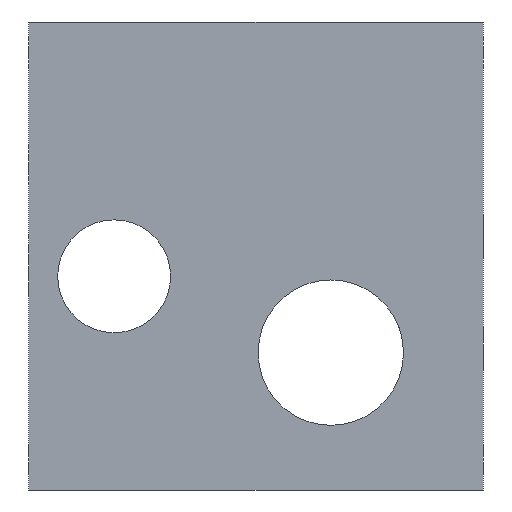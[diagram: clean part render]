
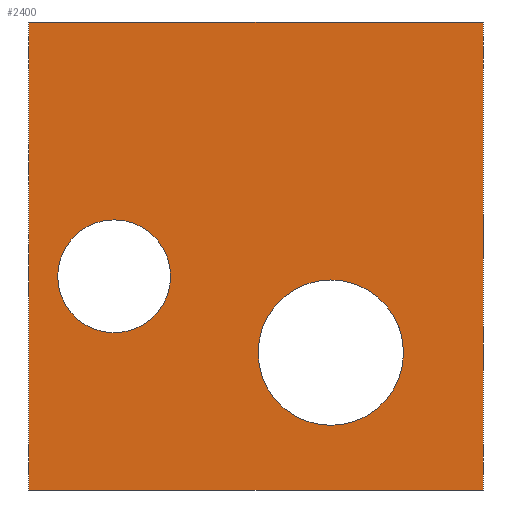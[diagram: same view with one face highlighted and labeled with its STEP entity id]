
A CAD part, front view. The second image highlights one B-rep face of the part: STEP entity #2400.
In plain terms, the highlighted planar face has unit normal (0, -1, 0).
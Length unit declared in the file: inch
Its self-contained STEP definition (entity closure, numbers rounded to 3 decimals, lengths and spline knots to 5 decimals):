
#83=FACE_BOUND('',#409,.T.);
#84=FACE_BOUND('',#410,.T.);
#96=PLANE('',#2710);
#236=FACE_OUTER_BOUND('',#408,.T.);
#408=EDGE_LOOP('',(#2233,#2234,#2235,#2236));
#409=EDGE_LOOP('',(#2237,#2238));
#410=EDGE_LOOP('',(#2239,#2240));
#526=LINE('',#4159,#630);
#579=LINE('',#5045,#683);
#582=LINE('',#5051,#686);
#585=LINE('',#5056,#689);
#630=VECTOR('',#2982,0.3937);
#683=VECTOR('',#3381,0.3937);
#686=VECTOR('',#3386,0.3937);
#689=VECTOR('',#3391,0.3937);
#691=CIRCLE('',#2422,0.2185);
#692=CIRCLE('',#2423,0.2185);
#814=CIRCLE('',#2607,0.28125);
#815=CIRCLE('',#2608,0.28125);
#877=VERTEX_POINT('',#3399);
#878=VERTEX_POINT('',#3400);
#1000=VERTEX_POINT('',#4157);
#1001=VERTEX_POINT('',#4158);
#1070=VERTEX_POINT('',#4628);
#1071=VERTEX_POINT('',#4629);
#1151=VERTEX_POINT('',#5044);
#1153=VERTEX_POINT('',#5050);
#1155=EDGE_CURVE('',#877,#878,#691,.T.);
#1156=EDGE_CURVE('',#878,#877,#692,.T.);
#1309=EDGE_CURVE('',#1000,#1001,#526,.T.);
#1409=EDGE_CURVE('',#1070,#1071,#814,.T.);
#1410=EDGE_CURVE('',#1071,#1070,#815,.T.);
#1509=EDGE_CURVE('',#1151,#1000,#579,.T.);
#1512=EDGE_CURVE('',#1153,#1151,#582,.T.);
#1515=EDGE_CURVE('',#1001,#1153,#585,.T.);
#2233=ORIENTED_EDGE('',*,*,#1515,.F.);
#2234=ORIENTED_EDGE('',*,*,#1309,.F.);
#2235=ORIENTED_EDGE('',*,*,#1509,.F.);
#2236=ORIENTED_EDGE('',*,*,#1512,.F.);
#2237=ORIENTED_EDGE('',*,*,#1155,.T.);
#2238=ORIENTED_EDGE('',*,*,#1156,.T.);
#2239=ORIENTED_EDGE('',*,*,#1409,.T.);
#2240=ORIENTED_EDGE('',*,*,#1410,.T.);
#2400=ADVANCED_FACE('',(#236,#83,#84),#96,.F.);
#2422=AXIS2_PLACEMENT_3D('',#3401,#2715,#2716);
#2423=AXIS2_PLACEMENT_3D('',#3402,#2717,#2718);
#2607=AXIS2_PLACEMENT_3D('',#4630,#3150,#3151);
#2608=AXIS2_PLACEMENT_3D('',#4631,#3152,#3153);
#2710=AXIS2_PLACEMENT_3D('',#5059,#3395,#3396);
#2715=DIRECTION('center_axis',(0.,1.,0.));
#2716=DIRECTION('ref_axis',(1.,0.,0.));
#2717=DIRECTION('center_axis',(0.,1.,0.));
#2718=DIRECTION('ref_axis',(1.,0.,0.));
#2982=DIRECTION('',(0.,0.,1.));
#3150=DIRECTION('center_axis',(0.,1.,0.));
#3151=DIRECTION('ref_axis',(1.,0.,0.));
#3152=DIRECTION('center_axis',(0.,1.,0.));
#3153=DIRECTION('ref_axis',(1.,0.,0.));
#3381=DIRECTION('',(-1.,0.,0.));
#3386=DIRECTION('',(0.,0.,-1.));
#3391=DIRECTION('',(1.,0.,0.));
#3395=DIRECTION('center_axis',(0.,1.,0.));
#3396=DIRECTION('ref_axis',(0.,0.,1.));
#3399=CARTESIAN_POINT('',(0.0395,0.,-0.98402));
#3400=CARTESIAN_POINT('',(-0.3975,0.,-0.98402));
#3401=CARTESIAN_POINT('Origin',(-0.179,0.,-0.98402));
#3402=CARTESIAN_POINT('Origin',(-0.179,0.,-0.98402));
#4157=CARTESIAN_POINT('',(-0.51,0.,-1.81102));
#4158=CARTESIAN_POINT('',(-0.51,0.,0.));
#4159=CARTESIAN_POINT('',(-0.51,0.,0.));
#4628=CARTESIAN_POINT('',(0.9407,0.,-1.27953));
#4629=CARTESIAN_POINT('',(0.3782,0.,-1.27953));
#4630=CARTESIAN_POINT('Origin',(0.65945,0.,-1.27953));
#4631=CARTESIAN_POINT('Origin',(0.65945,0.,-1.27953));
#5044=CARTESIAN_POINT('',(1.25,0.,-1.81102));
#5045=CARTESIAN_POINT('',(1.25,0.,-1.81102));
#5050=CARTESIAN_POINT('',(1.25,0.,0.));
#5051=CARTESIAN_POINT('',(1.25,0.,0.));
#5056=CARTESIAN_POINT('',(0.,0.,0.));
#5059=CARTESIAN_POINT('Origin',(0.625,0.,-0.90551));
